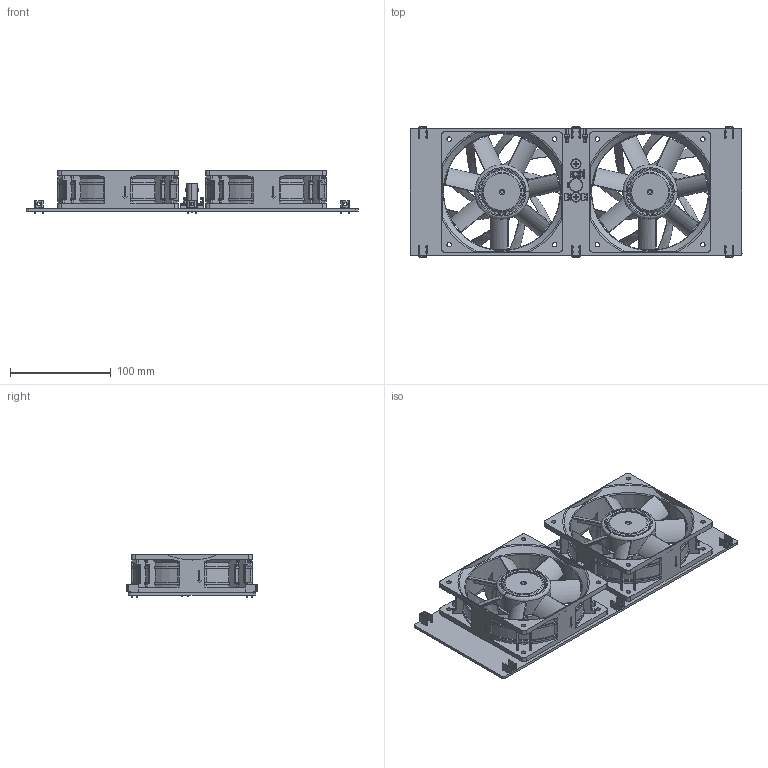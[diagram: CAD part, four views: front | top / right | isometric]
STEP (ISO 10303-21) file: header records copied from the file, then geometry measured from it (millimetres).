
FILE_DESCRIPTION(('Open CASCADE Model'),'2;1');
FILE_NAME('Open CASCADE Shape Model','2019-08-25T13:47:13',('Author'),( 'Open CASCADE'),'Open CASCADE STEP processor 6.8','Open CASCADE 6.8' ,'Unknown');
FILE_SCHEMA(('AUTOMOTIVE_DESIGN { 1 0 10303 214 1 1 1 1 }'));
Length unit declared in the file: millimetre
Products named in the file (37): PCB; Board; Open CASCADE STEP translator 6.8 1.1.1; VD2; DO-41_(300mil); XP1; PLDR-04; XP2; XT4; keystone-PN7792; R3; SMD_Resistor_0805; R2; R1; L1; THD_Inductor_SL1016; C3; THD_Capacitor_Polar_10x25x5mm; C2; SMD_Capacitor_0805; C1; XP4; DS1070-3_(WF-3_CONNFLY); XP3; VT1; SO-8_Narrow; VD3; VD1; SOD-323; M2; FAN120X120X38; M1; XT6; XT5; XT3; XT2; XT1
Assembly tree (48 placements, depth 3):
  PCB
    Board
      Open CASCADE STEP translator 6.8 1.1.1
    VD2
      DO-41_(300mil)
    XP1
      PLDR-04
    XP2
      PLDR-04
    XT4
      keystone-PN7792
    R3
      SMD_Resistor_0805
    R2
      SMD_Resistor_0805
    R1
      SMD_Resistor_0805
    L1
      THD_Inductor_SL1016
    C3
      THD_Capacitor_Polar_10x25x5mm
    C2
      SMD_Capacitor_0805
    C1
      THD_Capacitor_Polar_10x25x5mm
    XP4
      DS1070-3_(WF-3_CONNFLY)
    XP3
      DS1070-3_(WF-3_CONNFLY)
    VT1
      SO-8_Narrow
    VD3
      DO-41_(300mil)
    VD1
      SOD-323
    M2
      FAN120X120X38
    M1
      FAN120X120X38
    XT6
      keystone-PN7792
    XT5
      keystone-PN7792
    XT3
      keystone-PN7792
    XT2
      keystone-PN7792
    XT1
      keystone-PN7792
Bounding box: 330.2 x 129.54 x 43.08 mm (x, y, z)
Volume: 359597.2 mm3; surface area: 220499 mm2
Topology: 24 solids, 32 shells, 2919 faces, 7736 edges, 4932 vertices
Faces by surface type: plane 1251, cylinder 1014, bspline 390, torus 116, sphere 112, cone 36
Full cylindrical faces by diameter (mm): 0.813 x4, 1.016 x6, 1.143 x14, 1.9 x24, 5 x8, 116.84 x2
Entity records: 65709 total; most frequent: CARTESIAN_POINT 25444, ORIENTED_EDGE 7484, DIRECTION 6908, EDGE_CURVE 3769, AXIS2_PLACEMENT_3D 2457, VERTEX_POINT 2423, LINE 1994, VECTOR 1994
